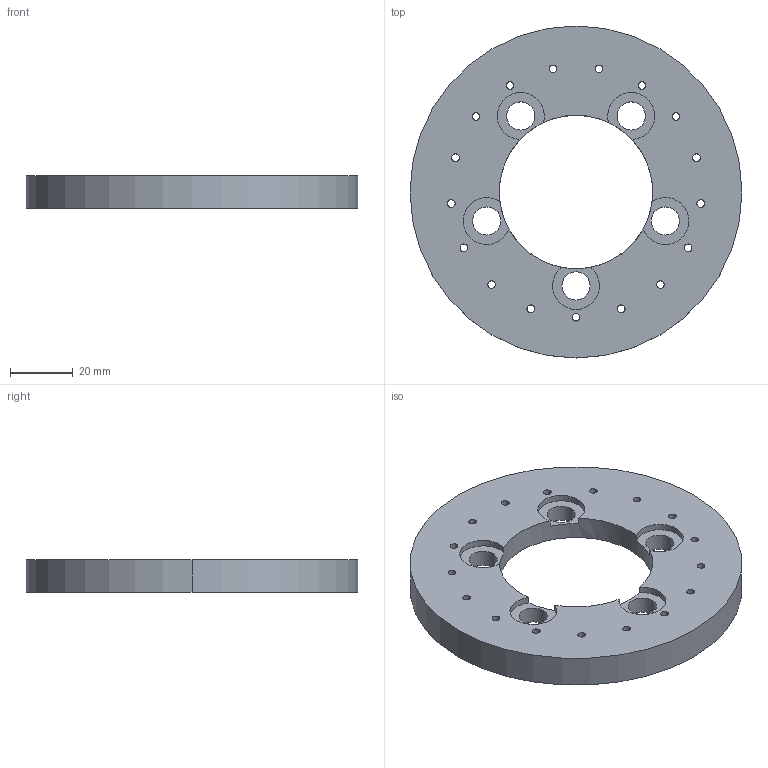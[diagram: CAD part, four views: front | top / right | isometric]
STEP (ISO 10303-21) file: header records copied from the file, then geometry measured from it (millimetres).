
FILE_DESCRIPTION (( 'STEP AP214' ), '1' );
FILE_NAME ('Ejecteur.STEP', '2019-07-08T14:40:58', ( '' ), ( '' ), 'SwSTEP 2.0', 'SolidWorks 2018', '' );
FILE_SCHEMA (( 'AUTOMOTIVE_DESIGN' ));
Length unit declared in the file: millimetre
Products named in the file (1): Ejecteur
Bounding box: 106 x 106 x 10.5 mm (x, y, z)
Volume: 44468.4 mm3; surface area: 21431.8 mm2
Topology: 1 solids, 1 shells, 193 faces, 447 edges, 258 vertices
Faces by surface type: cylinder 114, cone 68, plane 9, torus 2
Entity records: 6627 total; most frequent: CARTESIAN_POINT 2061, DIRECTION 1025, ORIENTED_EDGE 894, EDGE_CURVE 447, AXIS2_PLACEMENT_3D 436, VERTEX_POINT 258, CIRCLE 242, EDGE_LOOP 241
